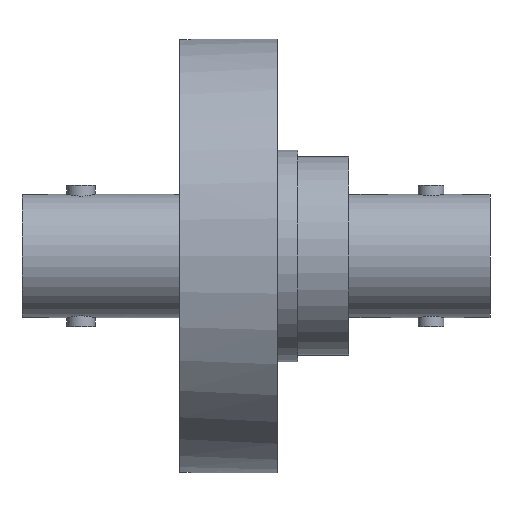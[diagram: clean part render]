
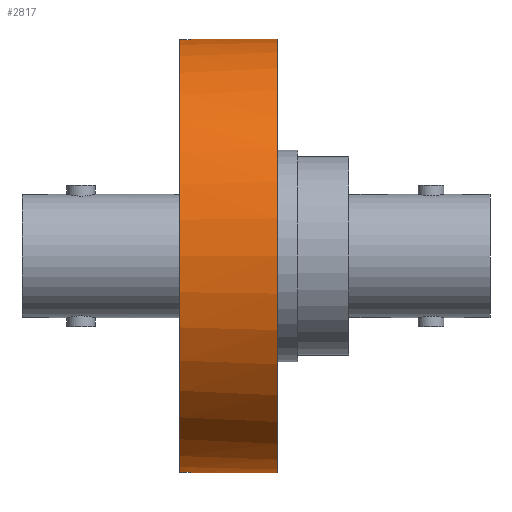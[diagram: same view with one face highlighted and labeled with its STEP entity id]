
A CAD part, left-side view. The second image highlights one B-rep face of the part: STEP entity #2817.
In plain terms, the highlighted cylindrical face has radius 16.9 mm (diameter 33.8 mm), a partial arc.
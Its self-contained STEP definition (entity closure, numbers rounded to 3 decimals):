
#35 = EDGE_CURVE ( 'NONE', #1742, #507, #2450, .T. ) ;
#37 = CARTESIAN_POINT ( 'NONE',  ( -0.799, -0.615, 16.881 ) ) ;
#63 = CARTESIAN_POINT ( 'NONE',  ( -0.503, -0.874, -16.893 ) ) ;
#68 = FACE_OUTER_BOUND ( 'NONE', #1688, .T. ) ;
#107 = CARTESIAN_POINT ( 'NONE',  ( -1., -0.132, -16.87 ) ) ;
#138 = CARTESIAN_POINT ( 'NONE',  ( -1., 0., -16.87 ) ) ;
#144 = CARTESIAN_POINT ( 'NONE',  ( -1., 0., 16.87 ) ) ;
#173 = EDGE_CURVE ( 'NONE', #1977, #1322, #1102, .T. ) ;
#241 = ORIENTED_EDGE ( 'NONE', *, *, #540, .T. ) ;
#349 = ORIENTED_EDGE ( 'NONE', *, *, #2515, .F. ) ;
#458 = CIRCLE ( 'NONE', #842, 16.9 ) ;
#460 = ORIENTED_EDGE ( 'NONE', *, *, #2665, .T. ) ;
#507 = VERTEX_POINT ( 'NONE', #1033 ) ;
#523 = DIRECTION ( 'NONE',  ( 0., 0., 1. ) ) ;
#540 = EDGE_CURVE ( 'NONE', #953, #507, #792, .T. ) ;
#589 = CARTESIAN_POINT ( 'NONE',  ( 0., 0., 0. ) ) ;
#598 = CARTESIAN_POINT ( 'NONE',  ( 0., -7.6, 16.9 ) ) ;
#687 = EDGE_CURVE ( 'NONE', #2884, #1322, #2460, .T. ) ;
#689 = CARTESIAN_POINT ( 'NONE',  ( -1., -0.132, 16.87 ) ) ;
#753 = CARTESIAN_POINT ( 'NONE',  ( -1., 0., -16.87 ) ) ;
#767 = CARTESIAN_POINT ( 'NONE',  ( -0.873, -0.504, -16.877 ) ) ;
#792 = LINE ( 'NONE', #598, #2919 ) ;
#800 = CARTESIAN_POINT ( 'NONE',  ( -0.799, -0.615, -16.881 ) ) ;
#826 = AXIS2_PLACEMENT_3D ( 'NONE', #925, #2292, #523 ) ;
#842 = AXIS2_PLACEMENT_3D ( 'NONE', #589, #2602, #2170 ) ;
#899 = CARTESIAN_POINT ( 'NONE',  ( 0., -7.6, 0. ) ) ;
#922 = CARTESIAN_POINT ( 'NONE',  ( 0., -7.6, -16.9 ) ) ;
#925 = CARTESIAN_POINT ( 'NONE',  ( 0., -7.6, 0. ) ) ;
#933 = CARTESIAN_POINT ( 'NONE',  ( -0.503, -0.874, 16.893 ) ) ;
#953 = VERTEX_POINT ( 'NONE', #1261 ) ;
#961 = CARTESIAN_POINT ( 'NONE',  ( -0.615, -0.8, 16.889 ) ) ;
#991 = CIRCLE ( 'NONE', #1039, 16.9 ) ;
#1033 = CARTESIAN_POINT ( 'NONE',  ( 0., -1., 16.9 ) ) ;
#1039 = AXIS2_PLACEMENT_3D ( 'NONE', #899, #1331, #1993 ) ;
#1102 = B_SPLINE_CURVE_WITH_KNOTS ( 'NONE', 3,
 ( #753, #107, #1223, #767, #800, #2163, #63, #1464, #1243, #2818 ),
 .UNSPECIFIED., .F., .F.,
 ( 4, 2, 2, 2, 4 ),
 ( 0., 0., 0.001, 0.001, 0.002 ),
 .UNSPECIFIED. ) ;
#1129 = VECTOR ( 'NONE', #1350, 1000. ) ;
#1223 = CARTESIAN_POINT ( 'NONE',  ( -0.974, -0.262, -16.872 ) ) ;
#1243 = CARTESIAN_POINT ( 'NONE',  ( -0.131, -1., -16.9 ) ) ;
#1261 = CARTESIAN_POINT ( 'NONE',  ( 0., -7.6, 16.9 ) ) ;
#1312 = CARTESIAN_POINT ( 'NONE',  ( 0., -7.6, -16.9 ) ) ;
#1322 = VERTEX_POINT ( 'NONE', #2546 ) ;
#1331 = DIRECTION ( 'NONE',  ( 0., 1., 0. ) ) ;
#1350 = DIRECTION ( 'NONE',  ( 0., 1., 0. ) ) ;
#1406 = CARTESIAN_POINT ( 'NONE',  ( 0., -1., 16.9 ) ) ;
#1464 = CARTESIAN_POINT ( 'NONE',  ( -0.262, -0.974, -16.898 ) ) ;
#1508 = DIRECTION ( 'NONE',  ( 0., 1., 0. ) ) ;
#1688 = EDGE_LOOP ( 'NONE', ( #2421, #460, #241, #2900, #349, #2691 ) ) ;
#1742 = VERTEX_POINT ( 'NONE', #144 ) ;
#1977 = VERTEX_POINT ( 'NONE', #138 ) ;
#1993 = DIRECTION ( 'NONE',  ( 0., 0., 1. ) ) ;
#2102 = CARTESIAN_POINT ( 'NONE',  ( -1., 0., 16.87 ) ) ;
#2163 = CARTESIAN_POINT ( 'NONE',  ( -0.615, -0.8, -16.889 ) ) ;
#2170 = DIRECTION ( 'NONE',  ( 0., 0., 1. ) ) ;
#2271 = CARTESIAN_POINT ( 'NONE',  ( -0.974, -0.262, 16.872 ) ) ;
#2292 = DIRECTION ( 'NONE',  ( 0., 1., 0. ) ) ;
#2421 = ORIENTED_EDGE ( 'NONE', *, *, #687, .F. ) ;
#2450 = B_SPLINE_CURVE_WITH_KNOTS ( 'NONE', 3,
 ( #2102, #689, #2271, #2518, #37, #961, #933, #2763, #2498, #1406 ),
 .UNSPECIFIED., .F., .F.,
 ( 4, 2, 2, 2, 4 ),
 ( 0., 0., 0.001, 0.001, 0.002 ),
 .UNSPECIFIED. ) ;
#2460 = LINE ( 'NONE', #1312, #1129 ) ;
#2498 = CARTESIAN_POINT ( 'NONE',  ( -0.131, -1., 16.9 ) ) ;
#2515 = EDGE_CURVE ( 'NONE', #1977, #1742, #458, .T. ) ;
#2518 = CARTESIAN_POINT ( 'NONE',  ( -0.873, -0.504, 16.877 ) ) ;
#2546 = CARTESIAN_POINT ( 'NONE',  ( 0., -1., -16.9 ) ) ;
#2569 = CYLINDRICAL_SURFACE ( 'NONE', #826, 16.9 ) ;
#2602 = DIRECTION ( 'NONE',  ( 0., 1., 0. ) ) ;
#2665 = EDGE_CURVE ( 'NONE', #2884, #953, #991, .T. ) ;
#2691 = ORIENTED_EDGE ( 'NONE', *, *, #173, .T. ) ;
#2763 = CARTESIAN_POINT ( 'NONE',  ( -0.262, -0.974, 16.898 ) ) ;
#2817 = ADVANCED_FACE ( 'NONE', ( #68 ), #2569, .T. ) ;
#2818 = CARTESIAN_POINT ( 'NONE',  ( 0., -1., -16.9 ) ) ;
#2884 = VERTEX_POINT ( 'NONE', #922 ) ;
#2900 = ORIENTED_EDGE ( 'NONE', *, *, #35, .F. ) ;
#2919 = VECTOR ( 'NONE', #1508, 1000. ) ;
